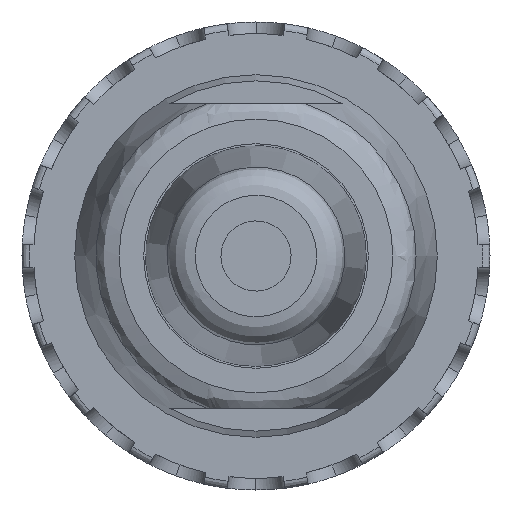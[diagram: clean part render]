
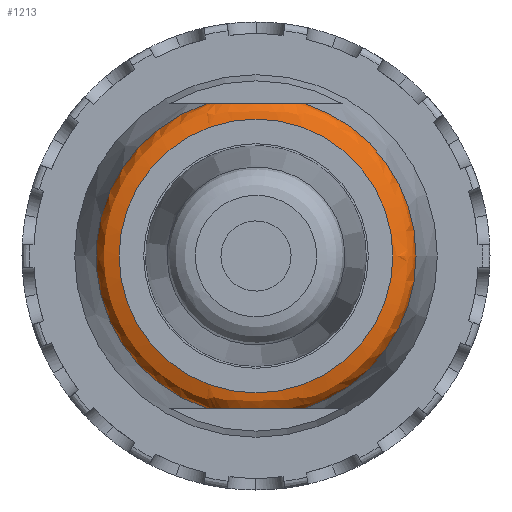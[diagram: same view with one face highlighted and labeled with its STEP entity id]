
A CAD part, front view. The second image highlights one B-rep face of the part: STEP entity #1213.
In plain terms, the highlighted free-form (B-spline) face has degree [2, 2] with [7, 3] control points.
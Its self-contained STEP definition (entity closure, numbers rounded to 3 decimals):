
#445=(
BOUNDED_SURFACE()
B_SPLINE_SURFACE(2,2,((#4878,#4879,#4880),(#4881,#4882,#4883),(#4884,#4885,
#4886),(#4887,#4888,#4889),(#4890,#4891,#4892),(#4893,#4894,#4895),(#4896,
#4897,#4898)),.UNSPECIFIED.,.T.,.F.,.F.)
B_SPLINE_SURFACE_WITH_KNOTS((1,2,2,2,2,1),(3,3),(-0.333,0.,
0.333,0.667,1.,1.333),(0.,1.),
 .UNSPECIFIED.)
GEOMETRIC_REPRESENTATION_ITEM()
RATIONAL_B_SPLINE_SURFACE(((1.,0.766,1.),(0.5,0.383,
0.5),(1.,0.766,1.),(0.5,0.383,0.5),(1.,0.766,
1.),(0.5,0.383,0.5),(1.,0.766,1.)))
REPRESENTATION_ITEM('')
SURFACE()
);
#476=B_SPLINE_CURVE_WITH_KNOTS('',3,(#4849,#4850,#4851,#4852,#4853,#4854,
#4855,#4856,#4857,#4858,#4859,#4860,#4861,#4862),.UNSPECIFIED.,.F.,.F.,
(4,2,2,2,2,2,4),(0.,0.125,0.25,0.5,0.75,0.875,
1.),.UNSPECIFIED.);
#477=B_SPLINE_CURVE_WITH_KNOTS('',3,(#4864,#4865,#4866,#4867,#4868,#4869,
#4870,#4871,#4872,#4873,#4874,#4875,#4876,#4877),.UNSPECIFIED.,.F.,.F.,
(4,2,2,2,2,2,4),(0.,0.125,0.25,0.5,
0.75,0.875,1.),.UNSPECIFIED.);
#1213=ADVANCED_FACE('',(#1484,#1485),#445,.T.);
#1484=FACE_BOUND('',#1611,.T.);
#1485=FACE_BOUND('',#1612,.T.);
#1611=EDGE_LOOP('',(#1887));
#1612=EDGE_LOOP('',(#1888,#1889,#1890,#1891,#1892));
#1887=ORIENTED_EDGE('',*,*,#3108,.T.);
#1888=ORIENTED_EDGE('',*,*,#3123,.T.);
#1889=ORIENTED_EDGE('',*,*,#3121,.F.);
#1890=ORIENTED_EDGE('',*,*,#3120,.F.);
#1891=ORIENTED_EDGE('',*,*,#3124,.T.);
#1892=ORIENTED_EDGE('',*,*,#3117,.F.);
#2782=VERTEX_POINT('',#4808);
#2790=VERTEX_POINT('',#4831);
#2791=VERTEX_POINT('',#4833);
#2792=VERTEX_POINT('',#4840);
#2793=VERTEX_POINT('',#4842);
#2794=VERTEX_POINT('',#4844);
#3108=EDGE_CURVE('',#2782,#2782,#3567,.T.);
#3117=EDGE_CURVE('',#2790,#2791,#3573,.T.);
#3120=EDGE_CURVE('',#2792,#2793,#3574,.T.);
#3121=EDGE_CURVE('',#2793,#2794,#3575,.T.);
#3123=EDGE_CURVE('',#2790,#2794,#476,.T.);
#3124=EDGE_CURVE('',#2792,#2791,#477,.T.);
#3567=CIRCLE('',#3708,5.853);
#3573=CIRCLE('',#3719,6.838);
#3574=CIRCLE('',#3720,6.838);
#3575=CIRCLE('',#3721,6.838);
#3708=AXIS2_PLACEMENT_3D('',#4807,#4017,#4018);
#3719=AXIS2_PLACEMENT_3D('',#4832,#4041,#4042);
#3720=AXIS2_PLACEMENT_3D('',#4841,#4043,#4044);
#3721=AXIS2_PLACEMENT_3D('',#4843,#4045,#4046);
#4017=DIRECTION('',(0.,1.,0.));
#4018=DIRECTION('',(1.,0.,0.));
#4041=DIRECTION('',(0.,1.,0.));
#4042=DIRECTION('',(-0.31,0.,-0.951));
#4043=DIRECTION('',(0.,1.,0.));
#4044=DIRECTION('',(0.31,0.,0.951));
#4045=DIRECTION('',(0.,1.,0.));
#4046=DIRECTION('',(1.,0.,0.));
#4807=CARTESIAN_POINT('',(21.873,-55.865,-0.037));
#4808=CARTESIAN_POINT('',(27.726,-55.865,-0.037));
#4831=CARTESIAN_POINT('',(19.75,-55.039,-6.537));
#4832=CARTESIAN_POINT('',(21.873,-55.039,-0.037));
#4833=CARTESIAN_POINT('',(19.75,-55.039,6.463));
#4840=CARTESIAN_POINT('',(23.995,-55.039,6.463));
#4841=CARTESIAN_POINT('',(21.873,-55.039,-0.037));
#4842=CARTESIAN_POINT('',(28.71,-55.039,-0.037));
#4843=CARTESIAN_POINT('',(21.873,-55.039,-0.037));
#4844=CARTESIAN_POINT('',(23.995,-55.039,-6.537));
#4849=CARTESIAN_POINT('',(19.75,-55.039,-6.537));
#4850=CARTESIAN_POINT('',(19.831,-55.182,-6.537));
#4851=CARTESIAN_POINT('',(20.039,-55.31,-6.537));
#4852=CARTESIAN_POINT('',(20.348,-55.44,-6.537));
#4853=CARTESIAN_POINT('',(20.551,-55.496,-6.537));
#4854=CARTESIAN_POINT('',(21.115,-55.604,-6.537));
#4855=CARTESIAN_POINT('',(21.53,-55.629,-6.537));
#4856=CARTESIAN_POINT('',(22.253,-55.627,-6.537));
#4857=CARTESIAN_POINT('',(22.602,-55.609,-6.537));
#4858=CARTESIAN_POINT('',(23.202,-55.495,-6.537));
#4859=CARTESIAN_POINT('',(23.33,-55.466,-6.537));
#4860=CARTESIAN_POINT('',(23.733,-55.301,-6.537));
#4861=CARTESIAN_POINT('',(23.912,-55.185,-6.537));
#4862=CARTESIAN_POINT('',(23.995,-55.039,-6.537));
#4864=CARTESIAN_POINT('',(23.995,-55.039,6.463));
#4865=CARTESIAN_POINT('',(23.913,-55.183,6.463));
#4866=CARTESIAN_POINT('',(23.707,-55.309,6.463));
#4867=CARTESIAN_POINT('',(23.397,-55.44,6.463));
#4868=CARTESIAN_POINT('',(23.197,-55.495,6.463));
#4869=CARTESIAN_POINT('',(22.633,-55.604,6.463));
#4870=CARTESIAN_POINT('',(22.222,-55.628,6.463));
#4871=CARTESIAN_POINT('',(21.497,-55.627,6.463));
#4872=CARTESIAN_POINT('',(21.152,-55.611,6.463));
#4873=CARTESIAN_POINT('',(20.543,-55.495,6.463));
#4874=CARTESIAN_POINT('',(20.418,-55.467,6.463));
#4875=CARTESIAN_POINT('',(20.011,-55.3,6.463));
#4876=CARTESIAN_POINT('',(19.833,-55.185,6.463));
#4877=CARTESIAN_POINT('',(19.75,-55.039,6.463));
#4878=CARTESIAN_POINT('',(27.726,-55.865,-0.037));
#4879=CARTESIAN_POINT('',(28.565,-55.865,-0.037));
#4880=CARTESIAN_POINT('',(28.71,-55.039,-0.037));
#4881=CARTESIAN_POINT('',(27.726,-55.865,-10.174));
#4882=CARTESIAN_POINT('',(28.565,-55.865,-11.628));
#4883=CARTESIAN_POINT('',(28.71,-55.039,-11.88));
#4884=CARTESIAN_POINT('',(18.946,-55.865,-5.105));
#4885=CARTESIAN_POINT('',(18.527,-55.865,-5.832));
#4886=CARTESIAN_POINT('',(18.454,-55.039,-5.958));
#4887=CARTESIAN_POINT('',(10.167,-55.865,-0.037));
#4888=CARTESIAN_POINT('',(8.489,-55.865,-0.037));
#4889=CARTESIAN_POINT('',(8.197,-55.039,-0.037));
#4890=CARTESIAN_POINT('',(18.946,-55.865,5.032));
#4891=CARTESIAN_POINT('',(18.527,-55.865,5.759));
#4892=CARTESIAN_POINT('',(18.454,-55.039,5.885));
#4893=CARTESIAN_POINT('',(27.726,-55.865,10.101));
#4894=CARTESIAN_POINT('',(28.565,-55.865,11.554));
#4895=CARTESIAN_POINT('',(28.71,-55.039,11.807));
#4896=CARTESIAN_POINT('',(27.726,-55.865,-0.037));
#4897=CARTESIAN_POINT('',(28.565,-55.865,-0.037));
#4898=CARTESIAN_POINT('',(28.71,-55.039,-0.037));
